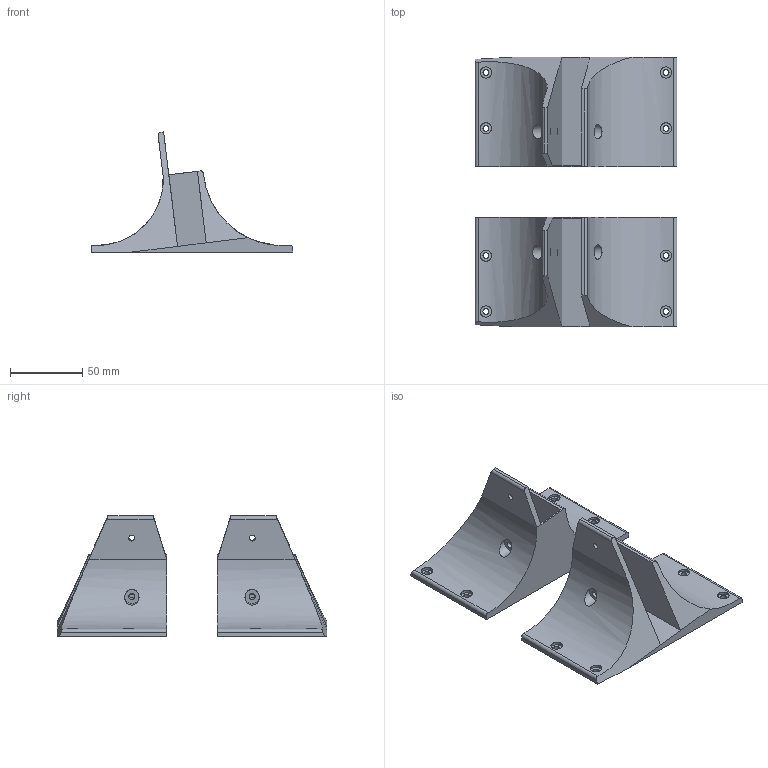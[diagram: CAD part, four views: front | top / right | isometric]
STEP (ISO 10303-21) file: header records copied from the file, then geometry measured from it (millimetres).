
FILE_DESCRIPTION(/* description */ (''),/* implementation_level */ '2;1');
FILE_NAME(/* name */ 'Canopy Bow Mount v4.step',/* time_stamp */ '2022-06-11T07:48:38+10:00',/* author */ (''),/* organization */ (''),/* preprocessor_version */ 'ST-DEVELOPER v18.1',/* originating_system */ 'Autodesk Translation Framework v10.13.0.1454',/* authorisation */ '');
FILE_SCHEMA (('AUTOMOTIVE_DESIGN { 1 0 10303 214 3 1 1 }'));
Length unit declared in the file: millimetre
Products named in the file (1): Canopy Right Bow Mount
Bounding box: 140 x 187 x 83.4 mm (x, y, z)
Volume: 312780.4 mm3; surface area: 81556 mm2
Topology: 2 solids, 2 shells, 80 faces, 188 edges, 124 vertices
Faces by surface type: plane 42, cylinder 38
Full cylindrical faces by diameter (mm): 4.1 x8, 4.2 x6, 7.8 x8, 10 x4
Entity records: 2762 total; most frequent: CARTESIAN_POINT 793, DIRECTION 400, ORIENTED_EDGE 376, EDGE_CURVE 188, AXIS2_PLACEMENT_3D 147, VERTEX_POINT 124, EDGE_LOOP 120, LINE 106
